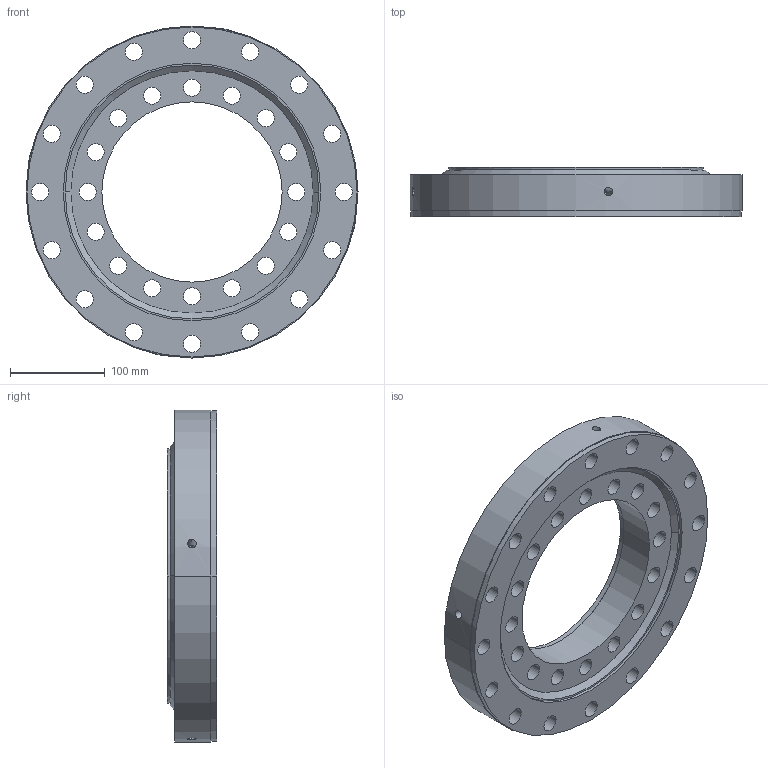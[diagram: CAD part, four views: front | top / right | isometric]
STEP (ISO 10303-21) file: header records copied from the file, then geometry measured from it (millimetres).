
FILE_DESCRIPTION (( 'STEP AP203' ), '1' );
FILE_NAME ('08-0270-04.STEP', '2017-12-27T12:50:37', ( 'defontaine' ), ( 'Hewlett-Packard Company' ), 'SwSTEP 2.0', 'SolidWorks 2016', '' );
FILE_SCHEMA (( 'CONFIG_CONTROL_DESIGN' ));
Length unit declared in the file: millimetre
Products named in the file (1): 08-0270-04
Bounding box: 350 x 52 x 350 mm (x, y, z)
Volume: 2417852 mm3; surface area: 428456.3 mm2
Topology: 5 solids, 5 shells, 151 faces, 389 edges, 250 vertices
Faces by surface type: cylinder 94, torus 25, cone 16, plane 16
Entity records: 5495 total; most frequent: CARTESIAN_POINT 1415, DIRECTION 908, ORIENTED_EDGE 778, AXIS2_PLACEMENT_3D 399, EDGE_CURVE 389, VERTEX_POINT 250, CIRCLE 247, EDGE_LOOP 233
